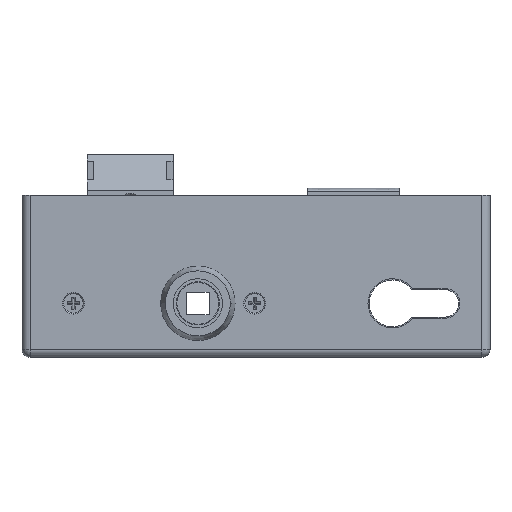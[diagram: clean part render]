
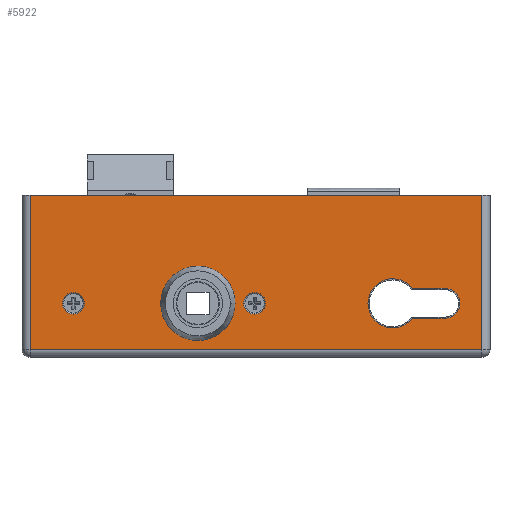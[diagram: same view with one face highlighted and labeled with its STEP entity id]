
A CAD part, left-side view. The second image highlights one B-rep face of the part: STEP entity #5922.
In plain terms, the highlighted planar face has unit normal (-1, 0, 0).
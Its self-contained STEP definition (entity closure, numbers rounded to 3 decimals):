
#812 = VECTOR ( 'NONE', #11562, 1000. ) ;
#907 = DIRECTION ( 'NONE',  ( 0., -1., 0. ) ) ;
#1336 = AXIS2_PLACEMENT_3D ( 'NONE', #14277, #5974, #4192 ) ;
#1428 = DIRECTION ( 'NONE',  ( 0., 0., 1. ) ) ;
#1433 = CARTESIAN_POINT ( 'NONE',  ( -15., -83.5, 30. ) ) ;
#1781 = DIRECTION ( 'NONE',  ( -1., 0., 0. ) ) ;
#1833 = CARTESIAN_POINT ( 'NONE',  ( -15., 11.25, -10. ) ) ;
#1950 = AXIS2_PLACEMENT_3D ( 'NONE', #10575, #5542, #2303 ) ;
#2000 = VECTOR ( 'NONE', #17467, 1000. ) ;
#2105 = AXIS2_PLACEMENT_3D ( 'NONE', #8155, #16839, #20136 ) ;
#2255 = EDGE_CURVE ( 'NONE', #21663, #16782, #21311, .T. ) ;
#2303 = DIRECTION ( 'NONE',  ( 0., 1., 0. ) ) ;
#2410 = DIRECTION ( 'NONE',  ( 0., 1., 0. ) ) ;
#2503 = AXIS2_PLACEMENT_3D ( 'NONE', #3114, #16724, #8236 ) ;
#2523 = CARTESIAN_POINT ( 'NONE',  ( -15., 83.5, 30. ) ) ;
#2530 = ORIENTED_EDGE ( 'NONE', *, *, #3359, .T. ) ;
#2626 = CARTESIAN_POINT ( 'NONE',  ( -15., -50.5, -10. ) ) ;
#3114 = CARTESIAN_POINT ( 'NONE',  ( -15., 86.5, 30. ) ) ;
#3359 = EDGE_CURVE ( 'NONE', #6564, #14459, #17277, .T. ) ;
#3616 = CARTESIAN_POINT ( 'NONE',  ( -15., -57.75, -4.5 ) ) ;
#4192 = DIRECTION ( 'NONE',  ( 0., 1., 0. ) ) ;
#4205 = FACE_BOUND ( 'NONE', #6757, .T. ) ;
#4227 = DIRECTION ( 'NONE',  ( 1., 0., 0. ) ) ;
#4297 = VERTEX_POINT ( 'NONE', #10433 ) ;
#4355 = DIRECTION ( 'NONE',  ( 1., 0., 0. ) ) ;
#4944 = ORIENTED_EDGE ( 'NONE', *, *, #12125, .T. ) ;
#4988 = FACE_BOUND ( 'NONE', #17227, .T. ) ;
#5032 = VECTOR ( 'NONE', #6115, 1000. ) ;
#5140 = ORIENTED_EDGE ( 'NONE', *, *, #2255, .F. ) ;
#5350 = LINE ( 'NONE', #1433, #812 ) ;
#5542 = DIRECTION ( 'NONE',  ( 1., 0., 0. ) ) ;
#5699 = ORIENTED_EDGE ( 'NONE', *, *, #7019, .T. ) ;
#5922 = ADVANCED_FACE ( 'NONE', ( #4988, #13239, #17796, #20177, #4205 ), #15302, .F. ) ;
#5947 = EDGE_LOOP ( 'NONE', ( #2530, #14018, #13670, #12370 ) ) ;
#5974 = DIRECTION ( 'NONE',  ( 1., 0., 0. ) ) ;
#6079 = DIRECTION ( 'NONE',  ( 0., 1., 0. ) ) ;
#6115 = DIRECTION ( 'NONE',  ( 0., 0., -1. ) ) ;
#6214 = CARTESIAN_POINT ( 'NONE',  ( -15., 86.5, -27. ) ) ;
#6338 = CIRCLE ( 'NONE', #14059, 4. ) ;
#6472 = EDGE_LOOP ( 'NONE', ( #19934, #20711 ) ) ;
#6564 = VERTEX_POINT ( 'NONE', #12928 ) ;
#6757 = EDGE_LOOP ( 'NONE', ( #13776, #11717 ) ) ;
#7019 = EDGE_CURVE ( 'NONE', #13912, #10220, #16919, .T. ) ;
#7104 = VERTEX_POINT ( 'NONE', #19403 ) ;
#7432 = EDGE_CURVE ( 'NONE', #20578, #16369, #18609, .T. ) ;
#7493 = LINE ( 'NONE', #16135, #17352 ) ;
#7751 = EDGE_CURVE ( 'NONE', #17450, #16959, #6338, .T. ) ;
#8115 = CARTESIAN_POINT ( 'NONE',  ( -15., 83.5, 30. ) ) ;
#8155 = CARTESIAN_POINT ( 'NONE',  ( -15., 67.5, -10. ) ) ;
#8236 = DIRECTION ( 'NONE',  ( 0., 1., 0. ) ) ;
#8619 = CARTESIAN_POINT ( 'NONE',  ( -15., -83.5, -27. ) ) ;
#8717 = EDGE_CURVE ( 'NONE', #16782, #21663, #15053, .T. ) ;
#9362 = AXIS2_PLACEMENT_3D ( 'NONE', #9924, #21828, #1428 ) ;
#9452 = VECTOR ( 'NONE', #907, 1000. ) ;
#9638 = DIRECTION ( 'NONE',  ( 0., -1., 0. ) ) ;
#9811 = VERTEX_POINT ( 'NONE', #8115 ) ;
#9924 = CARTESIAN_POINT ( 'NONE',  ( -15., 67.5, -10. ) ) ;
#10220 = VERTEX_POINT ( 'NONE', #11074 ) ;
#10433 = CARTESIAN_POINT ( 'NONE',  ( -15., -69.9, -15.5 ) ) ;
#10435 = CARTESIAN_POINT ( 'NONE',  ( -15., 21.5, -10. ) ) ;
#10575 = CARTESIAN_POINT ( 'NONE',  ( -15., 21.5, -10. ) ) ;
#11074 = CARTESIAN_POINT ( 'NONE',  ( -15., -69.9, -4.5 ) ) ;
#11562 = DIRECTION ( 'NONE',  ( 0., 0., 1. ) ) ;
#11717 = ORIENTED_EDGE ( 'NONE', *, *, #7751, .F. ) ;
#11734 = AXIS2_PLACEMENT_3D ( 'NONE', #19310, #15940, #12516 ) ;
#11741 = CARTESIAN_POINT ( 'NONE',  ( -15., 67.5, -14. ) ) ;
#11824 = LINE ( 'NONE', #14988, #9452 ) ;
#11928 = DIRECTION ( 'NONE',  ( 0., 1., 0. ) ) ;
#11957 = VECTOR ( 'NONE', #9638, 1000. ) ;
#11981 = CARTESIAN_POINT ( 'NONE',  ( -15., 0.5, -10. ) ) ;
#12000 = DIRECTION ( 'NONE',  ( 1., 0., 0. ) ) ;
#12125 = EDGE_CURVE ( 'NONE', #4297, #15232, #7493, .T. ) ;
#12132 = AXIS2_PLACEMENT_3D ( 'NONE', #14383, #4227, #2410 ) ;
#12308 = CARTESIAN_POINT ( 'NONE',  ( -15., -69.9, -4.5 ) ) ;
#12370 = ORIENTED_EDGE ( 'NONE', *, *, #14210, .T. ) ;
#12386 = EDGE_CURVE ( 'NONE', #16369, #20578, #14920, .T. ) ;
#12504 = CIRCLE ( 'NONE', #21466, 9.1 ) ;
#12516 = DIRECTION ( 'NONE',  ( 0., 0., 1. ) ) ;
#12543 = ORIENTED_EDGE ( 'NONE', *, *, #15136, .T. ) ;
#12928 = CARTESIAN_POINT ( 'NONE',  ( -15., 83.5, -27. ) ) ;
#13239 = FACE_BOUND ( 'NONE', #18435, .T. ) ;
#13670 = ORIENTED_EDGE ( 'NONE', *, *, #17207, .F. ) ;
#13683 = DIRECTION ( 'NONE',  ( 0., 0., 1. ) ) ;
#13776 = ORIENTED_EDGE ( 'NONE', *, *, #19154, .F. ) ;
#13789 = CARTESIAN_POINT ( 'NONE',  ( -15., 0.5, -6. ) ) ;
#13912 = VERTEX_POINT ( 'NONE', #3616 ) ;
#14018 = ORIENTED_EDGE ( 'NONE', *, *, #20825, .T. ) ;
#14059 = AXIS2_PLACEMENT_3D ( 'NONE', #11981, #1781, #13683 ) ;
#14210 = EDGE_CURVE ( 'NONE', #9811, #6564, #18621, .T. ) ;
#14217 = ORIENTED_EDGE ( 'NONE', *, *, #20770, .T. ) ;
#14277 = CARTESIAN_POINT ( 'NONE',  ( -15., -69.9, -10. ) ) ;
#14383 = CARTESIAN_POINT ( 'NONE',  ( -15., -50.5, -10. ) ) ;
#14459 = VERTEX_POINT ( 'NONE', #8619 ) ;
#14490 = DIRECTION ( 'NONE',  ( 0., 1., 0. ) ) ;
#14582 = CARTESIAN_POINT ( 'NONE',  ( -15., -57.75, -15.5 ) ) ;
#14871 = ORIENTED_EDGE ( 'NONE', *, *, #8717, .F. ) ;
#14920 = CIRCLE ( 'NONE', #15547, 10.25 ) ;
#14988 = CARTESIAN_POINT ( 'NONE',  ( -15., 86.5, 30. ) ) ;
#15053 = CIRCLE ( 'NONE', #2105, 4. ) ;
#15136 = EDGE_CURVE ( 'NONE', #10220, #4297, #19695, .T. ) ;
#15232 = VERTEX_POINT ( 'NONE', #14582 ) ;
#15251 = VERTEX_POINT ( 'NONE', #17743 ) ;
#15302 = PLANE ( 'NONE',  #2503 ) ;
#15547 = AXIS2_PLACEMENT_3D ( 'NONE', #10435, #12000, #11928 ) ;
#15940 = DIRECTION ( 'NONE',  ( -1., 0., 0. ) ) ;
#16101 = ORIENTED_EDGE ( 'NONE', *, *, #16500, .T. ) ;
#16135 = CARTESIAN_POINT ( 'NONE',  ( -15., -57.75, -15.5 ) ) ;
#16369 = VERTEX_POINT ( 'NONE', #1833 ) ;
#16500 = EDGE_CURVE ( 'NONE', #15232, #7104, #19656, .T. ) ;
#16724 = DIRECTION ( 'NONE',  ( 1., 0., 0. ) ) ;
#16782 = VERTEX_POINT ( 'NONE', #11741 ) ;
#16839 = DIRECTION ( 'NONE',  ( -1., 0., 0. ) ) ;
#16919 = LINE ( 'NONE', #12308, #2000 ) ;
#16959 = VERTEX_POINT ( 'NONE', #13789 ) ;
#17207 = EDGE_CURVE ( 'NONE', #9811, #15251, #11824, .T. ) ;
#17227 = EDGE_LOOP ( 'NONE', ( #5140, #14871 ) ) ;
#17277 = LINE ( 'NONE', #6214, #11957 ) ;
#17352 = VECTOR ( 'NONE', #14490, 1000. ) ;
#17450 = VERTEX_POINT ( 'NONE', #19391 ) ;
#17467 = DIRECTION ( 'NONE',  ( 0., -1., 0. ) ) ;
#17569 = CARTESIAN_POINT ( 'NONE',  ( -15., 67.5, -6. ) ) ;
#17743 = CARTESIAN_POINT ( 'NONE',  ( -15., -83.5, 30. ) ) ;
#17796 = FACE_BOUND ( 'NONE', #6472, .T. ) ;
#17912 = CIRCLE ( 'NONE', #11734, 4. ) ;
#18435 = EDGE_LOOP ( 'NONE', ( #5699, #12543, #4944, #16101, #14217 ) ) ;
#18609 = CIRCLE ( 'NONE', #1950, 10.25 ) ;
#18621 = LINE ( 'NONE', #2523, #5032 ) ;
#19154 = EDGE_CURVE ( 'NONE', #16959, #17450, #17912, .T. ) ;
#19310 = CARTESIAN_POINT ( 'NONE',  ( -15., 0.5, -10. ) ) ;
#19391 = CARTESIAN_POINT ( 'NONE',  ( -15., 0.5, -14. ) ) ;
#19403 = CARTESIAN_POINT ( 'NONE',  ( -15., -41.4, -10. ) ) ;
#19656 = CIRCLE ( 'NONE', #12132, 9.1 ) ;
#19695 = CIRCLE ( 'NONE', #1336, 5.5 ) ;
#19934 = ORIENTED_EDGE ( 'NONE', *, *, #7432, .T. ) ;
#20136 = DIRECTION ( 'NONE',  ( 0., 0., 1. ) ) ;
#20177 = FACE_OUTER_BOUND ( 'NONE', #5947, .T. ) ;
#20578 = VERTEX_POINT ( 'NONE', #20957 ) ;
#20711 = ORIENTED_EDGE ( 'NONE', *, *, #12386, .T. ) ;
#20770 = EDGE_CURVE ( 'NONE', #7104, #13912, #12504, .T. ) ;
#20825 = EDGE_CURVE ( 'NONE', #14459, #15251, #5350, .T. ) ;
#20957 = CARTESIAN_POINT ( 'NONE',  ( -15., 31.75, -10. ) ) ;
#21311 = CIRCLE ( 'NONE', #9362, 4. ) ;
#21466 = AXIS2_PLACEMENT_3D ( 'NONE', #2626, #4355, #6079 ) ;
#21663 = VERTEX_POINT ( 'NONE', #17569 ) ;
#21828 = DIRECTION ( 'NONE',  ( -1., 0., 0. ) ) ;
